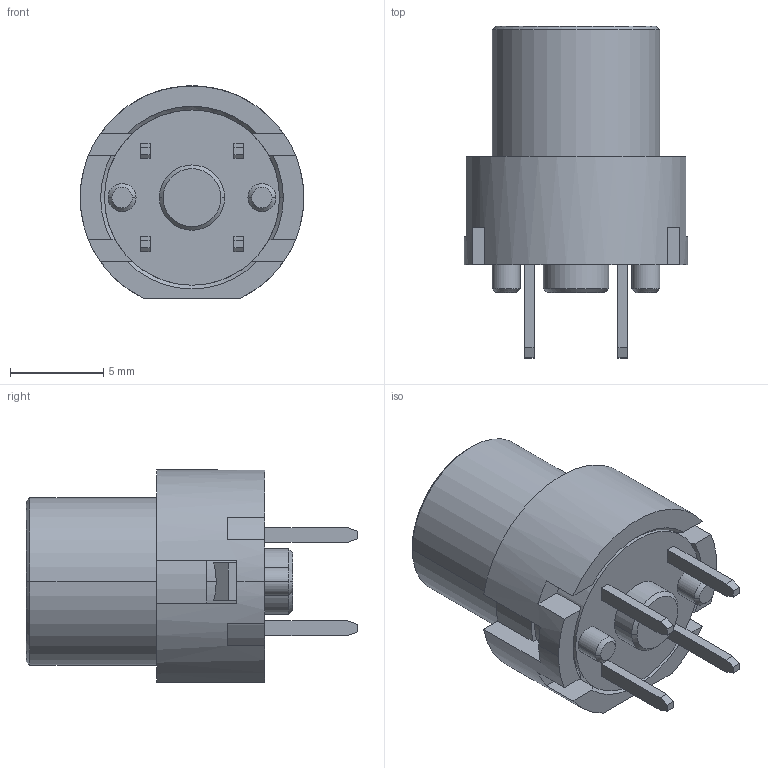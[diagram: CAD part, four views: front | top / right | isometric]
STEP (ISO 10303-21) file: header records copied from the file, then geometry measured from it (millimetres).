
FILE_DESCRIPTION (( 'STEP AP214' ), '1' );
FILE_NAME ('D6R90 F1 LFS.STEP', '2022-11-03T16:48:27', ( '' ), ( '' ), 'SwSTEP 2.0', 'SolidWorks 2017', '' );
FILE_SCHEMA (( 'AUTOMOTIVE_DESIGN' ));
Length unit declared in the file: millimetre
Products named in the file (1): D6R90 F1 LFS
Bounding box: 12 x 17.8 x 11.4 mm (x, y, z)
Volume: 1079.2 mm3; surface area: 1132.2 mm2
Topology: 6 solids, 6 shells, 106 faces, 273 edges, 179 vertices
Faces by surface type: plane 75, cylinder 18, cone 13
Entity records: 3321 total; most frequent: CARTESIAN_POINT 595, DIRECTION 556, ORIENTED_EDGE 546, EDGE_CURVE 273, AXIS2_PLACEMENT_3D 188, LINE 180, VECTOR 180, VERTEX_POINT 179
